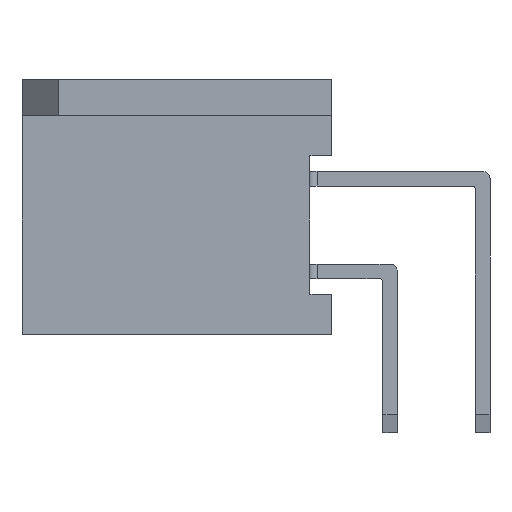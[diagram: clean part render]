
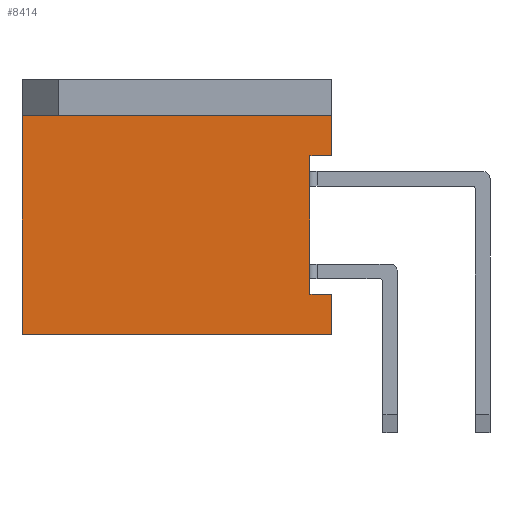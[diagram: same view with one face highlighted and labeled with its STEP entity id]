
A CAD part, left-side view. The second image highlights one B-rep face of the part: STEP entity #8414.
In plain terms, the highlighted planar face has unit normal (-1, 0, 0).
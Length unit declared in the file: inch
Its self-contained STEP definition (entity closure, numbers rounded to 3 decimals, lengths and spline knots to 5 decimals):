
#1013 = ORIENTED_EDGE ( 'NONE', *, *, #17521, .F. ) ;
#1283 = VECTOR ( 'NONE', #6094, 39.37008 ) ;
#1421 = CARTESIAN_POINT ( 'NONE',  ( 0.45, 0.15158, -0.25276 ) ) ;
#1736 = ORIENTED_EDGE ( 'NONE', *, *, #17550, .F. ) ;
#1743 = LINE ( 'NONE', #6278, #1283 ) ;
#1898 = CARTESIAN_POINT ( 'NONE',  ( 0.45, -0.04134, 0.08189 ) ) ;
#1923 = VERTEX_POINT ( 'NONE', #1421 ) ;
#2373 = ORIENTED_EDGE ( 'NONE', *, *, #17494, .F. ) ;
#2825 = CARTESIAN_POINT ( 'NONE',  ( 0.45, 0.10827, 0.08189 ) ) ;
#2920 = AXIS2_PLACEMENT_3D ( 'NONE', #16216, #16196, #16100 ) ;
#3079 = VECTOR ( 'NONE', #7513, 39.37008 ) ;
#3247 = ORIENTED_EDGE ( 'NONE', *, *, #17385, .F. ) ;
#3976 = VECTOR ( 'NONE', #8637, 39.37008 ) ;
#4190 = VERTEX_POINT ( 'NONE', #2825 ) ;
#4414 = ORIENTED_EDGE ( 'NONE', *, *, #15693, .F. ) ;
#4598 = CARTESIAN_POINT ( 'NONE',  ( 0.45, -0.04134, 0.05827 ) ) ;
#4858 = VECTOR ( 'NONE', #10758, 39.37008 ) ;
#4912 = EDGE_LOOP ( 'NONE', ( #7182, #6796, #5887, #4414, #3247, #2373, #1736, #1013 ) ) ;
#5887 = ORIENTED_EDGE ( 'NONE', *, *, #15868, .F. ) ;
#6094 = DIRECTION ( 'NONE',  ( 0., 0., -1. ) ) ;
#6278 = CARTESIAN_POINT ( 'NONE',  ( 0.45, -0.08465, 0.08189 ) ) ;
#6554 = VERTEX_POINT ( 'NONE', #14852 ) ;
#6737 = DIRECTION ( 'NONE',  ( 0., -1., 0. ) ) ;
#6796 = ORIENTED_EDGE ( 'NONE', *, *, #17443, .F. ) ;
#7089 = CARTESIAN_POINT ( 'NONE',  ( 0.45, -0.08465, 0.08189 ) ) ;
#7182 = ORIENTED_EDGE ( 'NONE', *, *, #17262, .F. ) ;
#7270 = CARTESIAN_POINT ( 'NONE',  ( 0.45, 0.15158, 0.08189 ) ) ;
#7471 = CARTESIAN_POINT ( 'NONE',  ( 0.45, -0.08465, -0.25276 ) ) ;
#7513 = DIRECTION ( 'NONE',  ( 0., 1., 0. ) ) ;
#7933 = VECTOR ( 'NONE', #13714, 39.37008 ) ;
#8082 = CARTESIAN_POINT ( 'NONE',  ( 0.45, -0.08465, -0.25276 ) ) ;
#8340 = LINE ( 'NONE', #13735, #7933 ) ;
#8414 = ADVANCED_FACE ( 'NONE', ( #14730 ), #16290, .F. ) ;
#8637 = DIRECTION ( 'NONE',  ( 0., -1., 0. ) ) ;
#8700 = CARTESIAN_POINT ( 'NONE',  ( 0.45, -0.08465, 0.05827 ) ) ;
#8904 = VERTEX_POINT ( 'NONE', #17430 ) ;
#9195 = VECTOR ( 'NONE', #16460, 39.37008 ) ;
#9354 = LINE ( 'NONE', #8700, #3976 ) ;
#9585 = DIRECTION ( 'NONE',  ( 0., -1., 0. ) ) ;
#10515 = CARTESIAN_POINT ( 'NONE',  ( 0.45, 0.15158, -0.25276 ) ) ;
#10634 = VERTEX_POINT ( 'NONE', #8082 ) ;
#10758 = DIRECTION ( 'NONE',  ( 0., 0., 1. ) ) ;
#11823 = VERTEX_POINT ( 'NONE', #7270 ) ;
#12613 = VECTOR ( 'NONE', #6737, 39.37008 ) ;
#12878 = VECTOR ( 'NONE', #9585, 39.37008 ) ;
#12882 = VERTEX_POINT ( 'NONE', #1898 ) ;
#13624 = VERTEX_POINT ( 'NONE', #4598 ) ;
#13714 = DIRECTION ( 'NONE',  ( 0., 0., 1. ) ) ;
#13735 = CARTESIAN_POINT ( 'NONE',  ( 0.45, -0.04134, 0.05827 ) ) ;
#14730 = FACE_OUTER_BOUND ( 'NONE', #4912, .T. ) ;
#14852 = CARTESIAN_POINT ( 'NONE',  ( 0.45, 0.10827, 0.05827 ) ) ;
#15580 = LINE ( 'NONE', #10515, #4858 ) ;
#15693 = EDGE_CURVE ( 'NONE', #11823, #4190, #16850, .T. ) ;
#15868 = EDGE_CURVE ( 'NONE', #4190, #6554, #17027, .T. ) ;
#16100 = DIRECTION ( 'NONE',  ( 0., 0., -1. ) ) ;
#16183 = LINE ( 'NONE', #7089, #12613 ) ;
#16196 = DIRECTION ( 'NONE',  ( 1., 0., 0. ) ) ;
#16216 = CARTESIAN_POINT ( 'NONE',  ( 0.45, -0.08465, -0.25276 ) ) ;
#16290 = PLANE ( 'NONE',  #2920 ) ;
#16440 = CARTESIAN_POINT ( 'NONE',  ( 0.45, 0.10827, 0.08189 ) ) ;
#16460 = DIRECTION ( 'NONE',  ( 0., 0., -1. ) ) ;
#16850 = LINE ( 'NONE', #17206, #12878 ) ;
#16990 = LINE ( 'NONE', #7471, #3079 ) ;
#17027 = LINE ( 'NONE', #16440, #9195 ) ;
#17206 = CARTESIAN_POINT ( 'NONE',  ( 0.45, 0.19095, 0.08189 ) ) ;
#17262 = EDGE_CURVE ( 'NONE', #13624, #12882, #8340, .T. ) ;
#17385 = EDGE_CURVE ( 'NONE', #1923, #11823, #15580, .T. ) ;
#17430 = CARTESIAN_POINT ( 'NONE',  ( 0.45, -0.08465, 0.08189 ) ) ;
#17443 = EDGE_CURVE ( 'NONE', #6554, #13624, #9354, .T. ) ;
#17494 = EDGE_CURVE ( 'NONE', #10634, #1923, #16990, .T. ) ;
#17521 = EDGE_CURVE ( 'NONE', #12882, #8904, #16183, .T. ) ;
#17550 = EDGE_CURVE ( 'NONE', #8904, #10634, #1743, .T. ) ;
